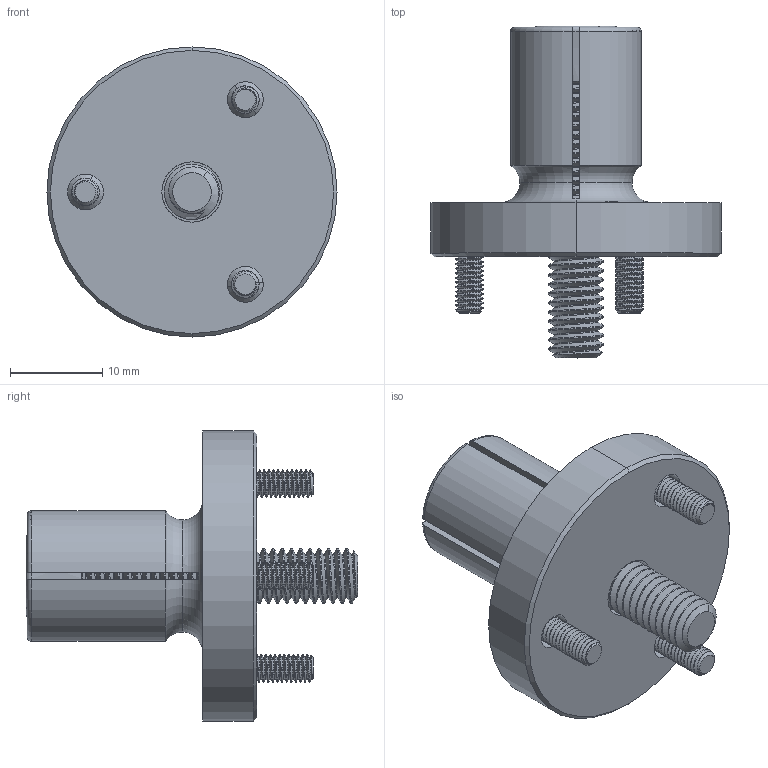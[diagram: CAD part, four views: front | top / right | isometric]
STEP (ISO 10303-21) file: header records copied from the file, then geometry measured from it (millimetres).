
FILE_DESCRIPTION (( 'STEP AP203' ), '1' );
FILE_NAME ('38100.STEP', '2016-06-23T16:10:44', ( 'tkrafton' ), ( 'Microsoft' ), 'SwSTEP 2.0', 'SolidWorks 2016', '' );
FILE_SCHEMA (( 'CONFIG_CONTROL_DESIGN' ));
Length unit declared in the file: inch
Products named in the file (4): 131100_131100; M340MM FHCS_M340MM FHCS; 38010_38010; 38100
Assembly tree (5 placements, depth 2):
  38100
    131100_131100
    M340MM FHCS_M340MM FHCS  x3
    38010_38010
Bounding box: 31.47 x 36 x 31.47 mm (x, y, z)
Volume: 6961.8 mm3; surface area: 5736 mm2
Topology: 5 solids, 5 shells, 497 faces, 1376 edges, 894 vertices
Faces by surface type: cylinder 349, cone 62, plane 62, torus 16, bspline 8
Entity records: 15033 total; most frequent: CARTESIAN_POINT 7654, ORIENTED_EDGE 1748, DIRECTION 1199, EDGE_CURVE 874, VERTEX_POINT 570, AXIS2_PLACEMENT_3D 453, EDGE_LOOP 324, FACE_OUTER_BOUND 313
